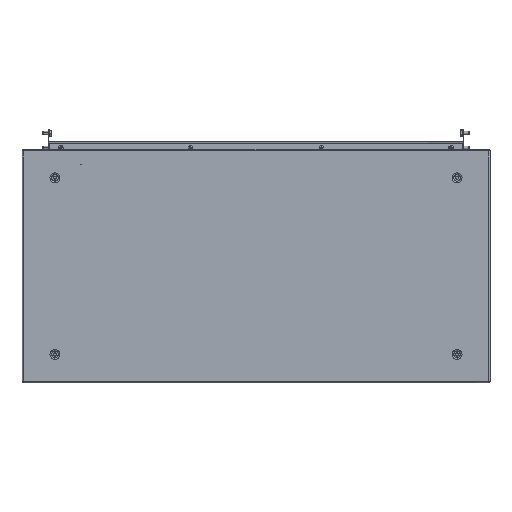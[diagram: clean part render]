
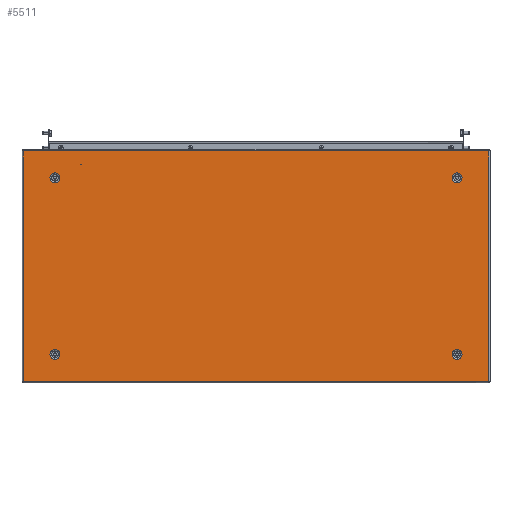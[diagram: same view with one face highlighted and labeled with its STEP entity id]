
A CAD part, top view. The second image highlights one B-rep face of the part: STEP entity #5511.
In plain terms, the highlighted planar face has unit normal (0, 0, 1).
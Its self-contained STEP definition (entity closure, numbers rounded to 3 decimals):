
#35 = DIRECTION ( 'NONE',  ( 0., 1., 0. ) ) ;
#215 = ORIENTED_EDGE ( 'NONE', *, *, #78509, .F. ) ;
#832 = CARTESIAN_POINT ( 'NONE',  ( 341.5, 150., 0. ) ) ;
#1100 = LINE ( 'NONE', #56975, #67825 ) ;
#1114 = FACE_BOUND ( 'NONE', #30670, .T. ) ;
#2235 = CARTESIAN_POINT ( 'NONE',  ( -341.5, -158.443, 0. ) ) ;
#3857 = DIRECTION ( 'NONE',  ( 0., 1., 0. ) ) ;
#4757 = VECTOR ( 'NONE', #49960, 1000. ) ;
#5103 = CIRCLE ( 'NONE', #32969, 8.443 ) ;
#5511 = ADVANCED_FACE ( 'NONE', ( #46593, #20322, #29433, #12253, #1114, #53630 ), #27499, .T. ) ;
#6803 = DIRECTION ( 'NONE',  ( 0., 0., 1. ) ) ;
#7320 = DIRECTION ( 'NONE',  ( 0., 1., 0. ) ) ;
#8985 = VERTEX_POINT ( 'NONE', #72535 ) ;
#9125 = CIRCLE ( 'NONE', #37404, 8.443 ) ;
#9435 = DIRECTION ( 'NONE',  ( 1., 0., 0. ) ) ;
#9969 = CIRCLE ( 'NONE', #42908, 8.443 ) ;
#9991 = VECTOR ( 'NONE', #65022, 1000. ) ;
#10707 = DIRECTION ( 'NONE',  ( -1., 0., 0. ) ) ;
#10873 = CARTESIAN_POINT ( 'NONE',  ( -341.5, 150., 0. ) ) ;
#11020 = EDGE_CURVE ( 'NONE', #72120, #21044, #1100, .T. ) ;
#11145 = DIRECTION ( 'NONE',  ( -1., 0., 0. ) ) ;
#12253 = FACE_BOUND ( 'NONE', #58879, .T. ) ;
#13028 = EDGE_LOOP ( 'NONE', ( #49147, #215 ) ) ;
#14134 = EDGE_LOOP ( 'NONE', ( #62211, #19164 ) ) ;
#14355 = DIRECTION ( 'NONE',  ( 0., 0., 1. ) ) ;
#15596 = VECTOR ( 'NONE', #11145, 1000. ) ;
#16763 = CARTESIAN_POINT ( 'NONE',  ( -341.5, -150., 0. ) ) ;
#17333 = AXIS2_PLACEMENT_3D ( 'NONE', #80356, #81468, #61118 ) ;
#17384 = CIRCLE ( 'NONE', #61492, 8.443 ) ;
#17837 = VERTEX_POINT ( 'NONE', #38927 ) ;
#18198 = ORIENTED_EDGE ( 'NONE', *, *, #78844, .F. ) ;
#18446 = DIRECTION ( 'NONE',  ( 0., 0., 1. ) ) ;
#18470 = CARTESIAN_POINT ( 'NONE',  ( 341.5, -141.557, 0. ) ) ;
#19164 = ORIENTED_EDGE ( 'NONE', *, *, #57068, .F. ) ;
#20322 = FACE_BOUND ( 'NONE', #13028, .T. ) ;
#20607 = CARTESIAN_POINT ( 'NONE',  ( -298., 173., 0. ) ) ;
#21030 = DIRECTION ( 'NONE',  ( 0., 1., 0. ) ) ;
#21044 = VERTEX_POINT ( 'NONE', #26455 ) ;
#21580 = CIRCLE ( 'NONE', #26301, 0.5 ) ;
#22090 = DIRECTION ( 'NONE',  ( 0., 0., 1. ) ) ;
#22164 = EDGE_CURVE ( 'NONE', #21044, #8985, #42885, .T. ) ;
#24991 = DIRECTION ( 'NONE',  ( 0., 1., 0. ) ) ;
#26202 = CARTESIAN_POINT ( 'NONE',  ( 341.5, 141.557, 0. ) ) ;
#26301 = AXIS2_PLACEMENT_3D ( 'NONE', #62901, #63470, #10707 ) ;
#26385 = ORIENTED_EDGE ( 'NONE', *, *, #64922, .T. ) ;
#26455 = CARTESIAN_POINT ( 'NONE',  ( 395.1, 195.6, 0. ) ) ;
#26465 = VERTEX_POINT ( 'NONE', #76412 ) ;
#26729 = VERTEX_POINT ( 'NONE', #59712 ) ;
#27145 = LINE ( 'NONE', #76823, #9991 ) ;
#27284 = CARTESIAN_POINT ( 'NONE',  ( -341.5, 150., 0. ) ) ;
#27499 = PLANE ( 'NONE',  #79175 ) ;
#27911 = CIRCLE ( 'NONE', #41280, 8.443 ) ;
#29178 = VERTEX_POINT ( 'NONE', #18470 ) ;
#29433 = FACE_BOUND ( 'NONE', #14134, .T. ) ;
#29678 = ORIENTED_EDGE ( 'NONE', *, *, #81299, .F. ) ;
#30064 = DIRECTION ( 'NONE',  ( 0., 1., 0. ) ) ;
#30670 = EDGE_LOOP ( 'NONE', ( #29678, #18198 ) ) ;
#31004 = CARTESIAN_POINT ( 'NONE',  ( -341.5, -150., 0. ) ) ;
#32969 = AXIS2_PLACEMENT_3D ( 'NONE', #57135, #18446, #24991 ) ;
#33001 = DIRECTION ( 'NONE',  ( 0., 1., 0. ) ) ;
#33154 = ORIENTED_EDGE ( 'NONE', *, *, #11020, .T. ) ;
#36118 = LINE ( 'NONE', #42816, #4757 ) ;
#36368 = DIRECTION ( 'NONE',  ( 0., 0., 1. ) ) ;
#37404 = AXIS2_PLACEMENT_3D ( 'NONE', #27284, #59719, #21030 ) ;
#38927 = CARTESIAN_POINT ( 'NONE',  ( -341.5, -141.557, 0. ) ) ;
#40180 = EDGE_CURVE ( 'NONE', #29178, #83863, #9969, .T. ) ;
#40232 = AXIS2_PLACEMENT_3D ( 'NONE', #832, #6803, #35 ) ;
#40642 = CARTESIAN_POINT ( 'NONE',  ( 341.5, 150., 0. ) ) ;
#41280 = AXIS2_PLACEMENT_3D ( 'NONE', #40642, #14355, #7320 ) ;
#42635 = VERTEX_POINT ( 'NONE', #2235 ) ;
#42816 = CARTESIAN_POINT ( 'NONE',  ( -395.1, 196.529, 0. ) ) ;
#42885 = LINE ( 'NONE', #69791, #15596 ) ;
#42908 = AXIS2_PLACEMENT_3D ( 'NONE', #64091, #71590, #33001 ) ;
#44802 = AXIS2_PLACEMENT_3D ( 'NONE', #31004, #36368, #3857 ) ;
#45339 = CARTESIAN_POINT ( 'NONE',  ( -341.5, 141.557, 0. ) ) ;
#45547 = VERTEX_POINT ( 'NONE', #51273 ) ;
#46587 = ORIENTED_EDGE ( 'NONE', *, *, #63493, .T. ) ;
#46593 = FACE_BOUND ( 'NONE', #82879, .T. ) ;
#47297 = ORIENTED_EDGE ( 'NONE', *, *, #22164, .T. ) ;
#48058 = CARTESIAN_POINT ( 'NONE',  ( 341.5, 158.443, 0. ) ) ;
#48290 = EDGE_CURVE ( 'NONE', #26465, #72120, #27145, .T. ) ;
#48961 = VERTEX_POINT ( 'NONE', #48058 ) ;
#49147 = ORIENTED_EDGE ( 'NONE', *, *, #40180, .F. ) ;
#49960 = DIRECTION ( 'NONE',  ( 0., -1., 0. ) ) ;
#50183 = DIRECTION ( 'NONE',  ( 0., 1., 0. ) ) ;
#51273 = CARTESIAN_POINT ( 'NONE',  ( -297., 173., 0. ) ) ;
#51558 = CIRCLE ( 'NONE', #40232, 8.443 ) ;
#53630 = FACE_OUTER_BOUND ( 'NONE', #64157, .T. ) ;
#56975 = CARTESIAN_POINT ( 'NONE',  ( 395.1, -196.529, 0. ) ) ;
#57068 = EDGE_CURVE ( 'NONE', #42635, #17837, #17384, .T. ) ;
#57135 = CARTESIAN_POINT ( 'NONE',  ( 341.5, -150., 0. ) ) ;
#58879 = EDGE_LOOP ( 'NONE', ( #76190, #62789 ) ) ;
#59712 = CARTESIAN_POINT ( 'NONE',  ( -341.5, 158.443, 0. ) ) ;
#59719 = DIRECTION ( 'NONE',  ( 0., 0., 1. ) ) ;
#60282 = EDGE_CURVE ( 'NONE', #48961, #66364, #51558, .T. ) ;
#60371 = VERTEX_POINT ( 'NONE', #20607 ) ;
#60561 = CIRCLE ( 'NONE', #67930, 8.443 ) ;
#61118 = DIRECTION ( 'NONE',  ( -1., 0., 0. ) ) ;
#61492 = AXIS2_PLACEMENT_3D ( 'NONE', #16763, #81220, #50183 ) ;
#62211 = ORIENTED_EDGE ( 'NONE', *, *, #63590, .F. ) ;
#62338 = CIRCLE ( 'NONE', #44802, 8.443 ) ;
#62789 = ORIENTED_EDGE ( 'NONE', *, *, #82970, .F. ) ;
#62901 = CARTESIAN_POINT ( 'NONE',  ( -297.5, 173., 0. ) ) ;
#63470 = DIRECTION ( 'NONE',  ( 0., 0., -1. ) ) ;
#63489 = DIRECTION ( 'NONE',  ( 0., 1., 0. ) ) ;
#63493 = EDGE_CURVE ( 'NONE', #8985, #26465, #36118, .T. ) ;
#63590 = EDGE_CURVE ( 'NONE', #17837, #42635, #62338, .T. ) ;
#64091 = CARTESIAN_POINT ( 'NONE',  ( 341.5, -150., 0. ) ) ;
#64157 = EDGE_LOOP ( 'NONE', ( #46587, #81559, #33154, #47297 ) ) ;
#64922 = EDGE_CURVE ( 'NONE', #60371, #45547, #78676, .T. ) ;
#65022 = DIRECTION ( 'NONE',  ( 1., 0., 0. ) ) ;
#66364 = VERTEX_POINT ( 'NONE', #26202 ) ;
#66654 = CARTESIAN_POINT ( 'NONE',  ( 341.5, -158.443, 0. ) ) ;
#67825 = VECTOR ( 'NONE', #63489, 1000. ) ;
#67930 = AXIS2_PLACEMENT_3D ( 'NONE', #10873, #82013, #30064 ) ;
#69791 = CARTESIAN_POINT ( 'NONE',  ( 396.029, 195.6, 0. ) ) ;
#70860 = CARTESIAN_POINT ( 'NONE',  ( 395.1, -195.6, 0. ) ) ;
#71590 = DIRECTION ( 'NONE',  ( 0., 0., 1. ) ) ;
#72120 = VERTEX_POINT ( 'NONE', #70860 ) ;
#72535 = CARTESIAN_POINT ( 'NONE',  ( -395.1, 195.6, 0. ) ) ;
#73169 = CARTESIAN_POINT ( 'NONE',  ( 0., 0., 0. ) ) ;
#76190 = ORIENTED_EDGE ( 'NONE', *, *, #60282, .F. ) ;
#76396 = EDGE_CURVE ( 'NONE', #45547, #60371, #21580, .T. ) ;
#76412 = CARTESIAN_POINT ( 'NONE',  ( -395.1, -195.6, 0. ) ) ;
#76823 = CARTESIAN_POINT ( 'NONE',  ( -396.029, -195.6, 0. ) ) ;
#78509 = EDGE_CURVE ( 'NONE', #83863, #29178, #5103, .T. ) ;
#78676 = CIRCLE ( 'NONE', #17333, 0.5 ) ;
#78723 = ORIENTED_EDGE ( 'NONE', *, *, #76396, .T. ) ;
#78844 = EDGE_CURVE ( 'NONE', #79954, #26729, #60561, .T. ) ;
#79175 = AXIS2_PLACEMENT_3D ( 'NONE', #73169, #22090, #9435 ) ;
#79954 = VERTEX_POINT ( 'NONE', #45339 ) ;
#80356 = CARTESIAN_POINT ( 'NONE',  ( -297.5, 173., 0. ) ) ;
#81220 = DIRECTION ( 'NONE',  ( 0., 0., 1. ) ) ;
#81299 = EDGE_CURVE ( 'NONE', #26729, #79954, #9125, .T. ) ;
#81468 = DIRECTION ( 'NONE',  ( 0., 0., -1. ) ) ;
#81559 = ORIENTED_EDGE ( 'NONE', *, *, #48290, .T. ) ;
#82013 = DIRECTION ( 'NONE',  ( 0., 0., 1. ) ) ;
#82879 = EDGE_LOOP ( 'NONE', ( #26385, #78723 ) ) ;
#82970 = EDGE_CURVE ( 'NONE', #66364, #48961, #27911, .T. ) ;
#83863 = VERTEX_POINT ( 'NONE', #66654 ) ;
